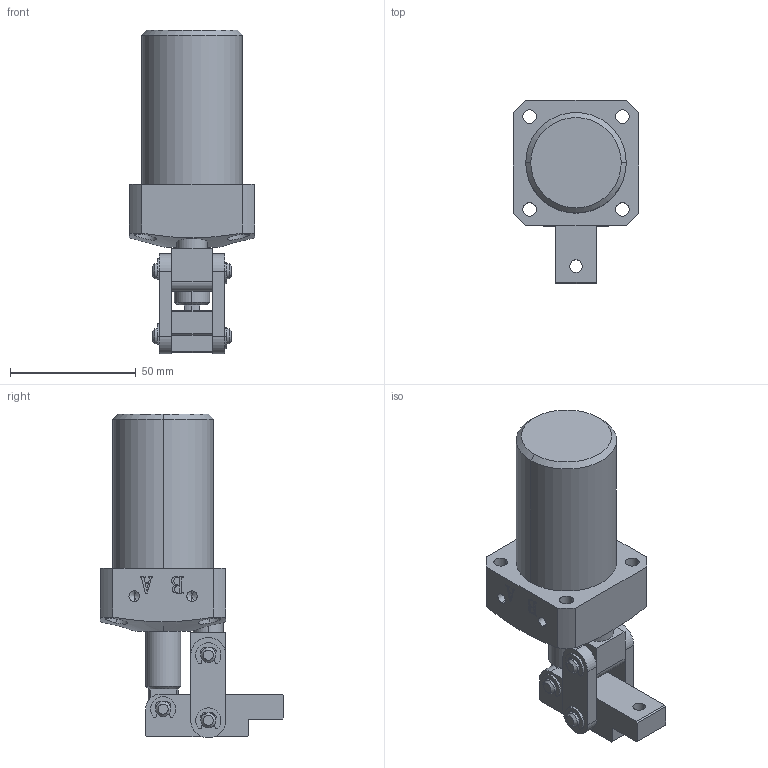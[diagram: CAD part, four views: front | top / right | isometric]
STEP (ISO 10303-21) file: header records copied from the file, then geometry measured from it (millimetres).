
FILE_DESCRIPTION (( 'STEP AP203' ), '1' );
FILE_NAME ('HPLCU-25L.STEP', '2020-03-05T00:58:04', ( '微软用户' ), ( '微软中国' ), 'SwSTEP 2.0', 'SolidWorks 2012', '' );
FILE_SCHEMA (( 'CONFIG_CONTROL_DESIGN' ));
Length unit declared in the file: millimetre
Products named in the file (9): HPLCU-25L; e rings gb_GB_CONNECTING_PIECE_RINGS_HR 5; HPLCU-25盓傅; HPLCU-25酗种; HPLCU-25揤旋; HPLCU-25蟀裝; HPLCU-25活塞杆; HPLCU-25傻种; HPLCU-25掛极
Assembly tree (15 placements, depth 2):
  HPLCU-25L
    HPLCU-25掛极
    HPLCU-25傻种
    HPLCU-25活塞杆
    HPLCU-25蟀裝  x2
    HPLCU-25揤旋
    HPLCU-25酗种  x2
    HPLCU-25盓傅
    e rings gb_GB_CONNECTING_PIECE_RINGS_HR 5  x6
Bounding box: 50 x 73 x 129 mm (x, y, z)
Volume: 143390.5 mm3; surface area: 42293.9 mm2
Topology: 15 solids, 15 shells, 421 faces, 1044 edges, 677 vertices
Faces by surface type: cylinder 209, plane 158, cone 30, bspline 16, torus 8
Entity records: 10358 total; most frequent: CARTESIAN_POINT 2822, DIRECTION 1373, ORIENTED_EDGE 1278, EDGE_CURVE 639, AXIS2_PLACEMENT_3D 516, VERTEX_POINT 415, LINE 341, VECTOR 341
